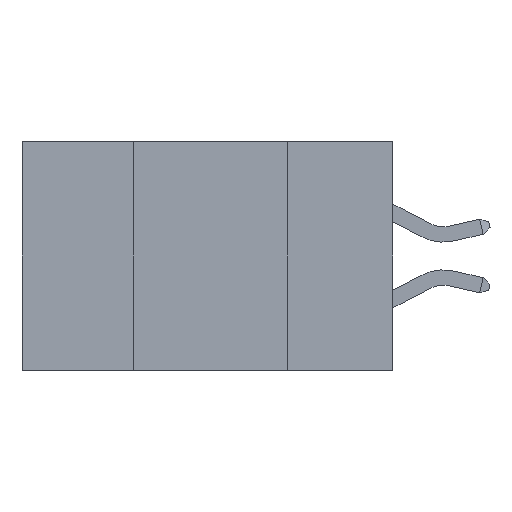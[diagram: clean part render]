
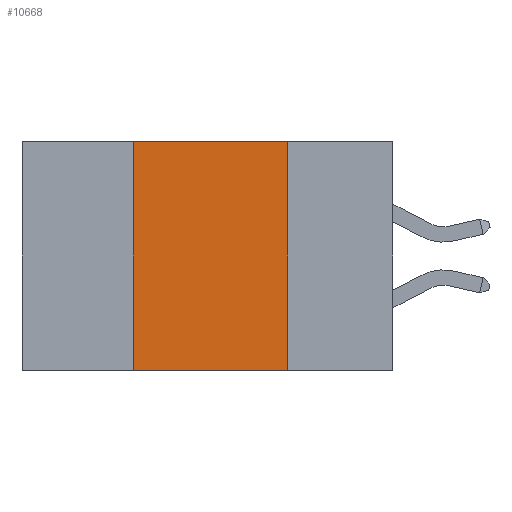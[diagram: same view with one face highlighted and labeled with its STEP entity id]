
A CAD part, left-side view. The second image highlights one B-rep face of the part: STEP entity #10668.
In plain terms, the highlighted planar face has unit normal (-1, 0, 0).
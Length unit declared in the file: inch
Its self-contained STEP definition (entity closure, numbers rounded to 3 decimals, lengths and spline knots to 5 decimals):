
#1074 = VERTEX_POINT ( 'NONE', #34039 ) ;
#3088 = PLANE ( 'NONE',  #22186 ) ;
#3474 = EDGE_CURVE ( 'NONE', #12080, #14657, #29526, .T. ) ;
#3857 = CARTESIAN_POINT ( 'NONE',  ( 0., 0.17, 0. ) ) ;
#3933 = EDGE_LOOP ( 'NONE', ( #31185, #14443, #17768, #13187 ) ) ;
#4663 = CARTESIAN_POINT ( 'NONE',  ( 0., 0.6, 0. ) ) ;
#4981 = EDGE_CURVE ( 'NONE', #14657, #1074, #6680, .T. ) ;
#5068 = VECTOR ( 'NONE', #20715, 39.37008 ) ;
#5310 = CARTESIAN_POINT ( 'NONE',  ( 0., 0.17, 0. ) ) ;
#5747 = DIRECTION ( 'NONE',  ( 0., -1., 0. ) ) ;
#6680 = LINE ( 'NONE', #3857, #14442 ) ;
#8225 = EDGE_CURVE ( 'NONE', #32598, #12080, #23213, .T. ) ;
#8424 = LINE ( 'NONE', #14086, #29733 ) ;
#10668 = ADVANCED_FACE ( 'NONE', ( #18679 ), #3088, .F. ) ;
#12080 = VERTEX_POINT ( 'NONE', #24917 ) ;
#13187 = ORIENTED_EDGE ( 'NONE', *, *, #33925, .T. ) ;
#14086 = CARTESIAN_POINT ( 'NONE',  ( 0., 0.6, -0.37 ) ) ;
#14442 = VECTOR ( 'NONE', #28535, 39.37008 ) ;
#14443 = ORIENTED_EDGE ( 'NONE', *, *, #3474, .F. ) ;
#14657 = VERTEX_POINT ( 'NONE', #5310 ) ;
#16215 = CARTESIAN_POINT ( 'NONE',  ( 0., 0.6, 0. ) ) ;
#17768 = ORIENTED_EDGE ( 'NONE', *, *, #8225, .F. ) ;
#18679 = FACE_OUTER_BOUND ( 'NONE', #3933, .T. ) ;
#20715 = DIRECTION ( 'NONE',  ( 0., 0., 1. ) ) ;
#22186 = AXIS2_PLACEMENT_3D ( 'NONE', #16215, #32207, #29539 ) ;
#23213 = LINE ( 'NONE', #31211, #5068 ) ;
#24917 = CARTESIAN_POINT ( 'NONE',  ( 0., 0.42, 0. ) ) ;
#28535 = DIRECTION ( 'NONE',  ( 0., 0., -1. ) ) ;
#29526 = LINE ( 'NONE', #4663, #34595 ) ;
#29539 = DIRECTION ( 'NONE',  ( 0., 0., -1. ) ) ;
#29703 = DIRECTION ( 'NONE',  ( 0., -1., 0. ) ) ;
#29733 = VECTOR ( 'NONE', #5747, 39.37008 ) ;
#31185 = ORIENTED_EDGE ( 'NONE', *, *, #4981, .F. ) ;
#31211 = CARTESIAN_POINT ( 'NONE',  ( 0., 0.42, 0. ) ) ;
#32207 = DIRECTION ( 'NONE',  ( 1., 0., 0. ) ) ;
#32598 = VERTEX_POINT ( 'NONE', #33443 ) ;
#33443 = CARTESIAN_POINT ( 'NONE',  ( 0., 0.42, -0.37 ) ) ;
#33925 = EDGE_CURVE ( 'NONE', #32598, #1074, #8424, .T. ) ;
#34039 = CARTESIAN_POINT ( 'NONE',  ( 0., 0.17, -0.37 ) ) ;
#34595 = VECTOR ( 'NONE', #29703, 39.37008 ) ;
